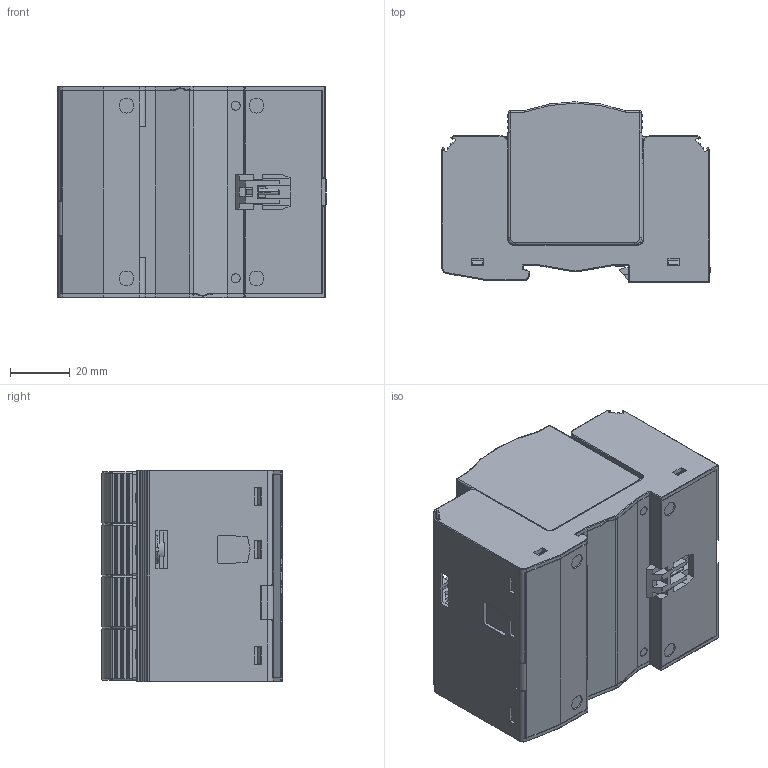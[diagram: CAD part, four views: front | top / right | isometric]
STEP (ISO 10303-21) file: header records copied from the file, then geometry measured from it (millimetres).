
FILE_DESCRIPTION (( 'STEP AP214' ), '1' );
FILE_NAME ('5094627_KSTP1.stp', '2025-12-08T07:50:29', ( '' ), ( '' ), 'SwSTEP 2.0', 'SolidWorks 2024', '' );
FILE_SCHEMA (( 'AUTOMOTIVE_DESIGN' ));
Length unit declared in the file: millimetre
Products named in the file (5): Sockel-Oberteil.stp; 5094718_KSTP1.stp; GEHAEUSE-V50_PRT-2541730.PRT.1.1.1.stp; B1.stp; 5094627_KSTP1
Assembly tree (4 placements, depth 4):
  5094627_KSTP1
    5094718_KSTP1.stp
      B1.stp
        Sockel-Oberteil.stp
        GEHAEUSE-V50_PRT-2541730.PRT.1.1.1.stp
Bounding box: 90.1 x 60.5 x 71.2 mm (x, y, z)
Surface area: 117405.6 mm2
Topology: 2 solids, 54 shells, 4366 faces, 11922 edges, 7582 vertices
Faces by surface type: plane 2720, cylinder 1085, bspline 219, sphere 128, cone 120, torus 94
Entity records: 157737 total; most frequent: CARTESIAN_POINT 51514, ORIENTED_EDGE 23632, DIRECTION 19975, EDGE_CURVE 11816, VECTOR 8557, LINE 8557, VERTEX_POINT 7582, AXIS2_PLACEMENT_3D 5709
